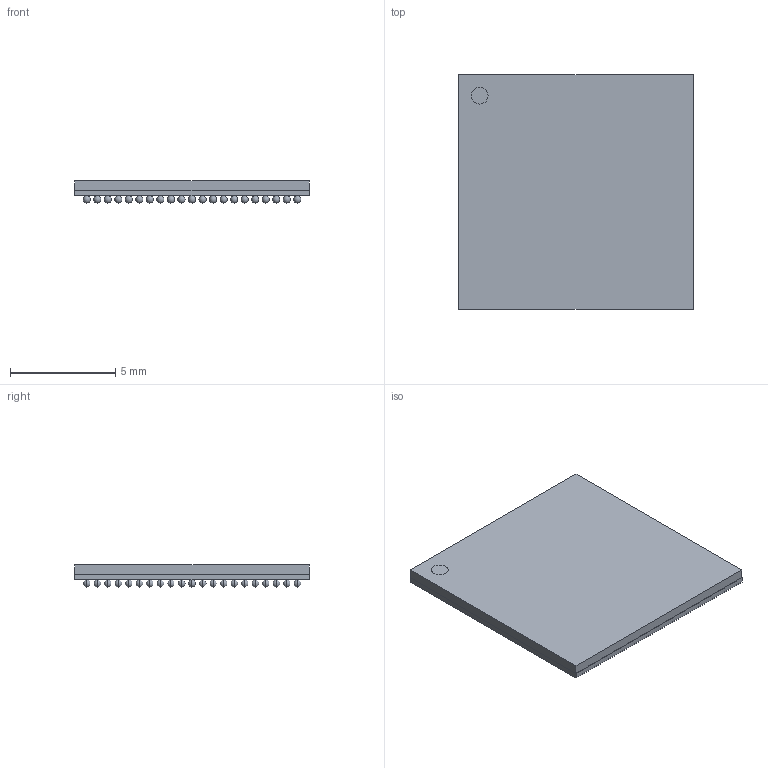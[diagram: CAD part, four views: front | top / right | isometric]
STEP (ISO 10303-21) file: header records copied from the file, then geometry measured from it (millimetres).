
FILE_DESCRIPTION((''),'2;1');
FILE_NAME('BGA288C50P21X21_1100X1100X105.stp','2015-07-08T19:11:08',(''),(''),'Mechanical Desktop 2011','Mechanical Desktop 2011',', , ');
FILE_SCHEMA(('AUTOMOTIVE_DESIGN { 1 2 10303 214 1 1 1 1 }'));
Length unit declared in the file: millimetre
Products named in the file (1): Product
Bounding box: 11.15 x 11.15 x 1.05 mm (x, y, z)
Volume: 94.2 mm3; surface area: 634.8 mm2
Topology: 291 solids, 291 shells, 595 faces, 1764 edges, 600 vertices
Faces by surface type: sphere 576, bspline 12, cylinder 4, plane 3
Entity records: 11767 total; most frequent: DIRECTION 2364, CARTESIAN_POINT 1844, ORIENTED_EDGE 1224, AXIS2_PLACEMENT_3D 1168, EDGE_CURVE 612, VERTEX_POINT 600, EDGE_LOOP 596, FACE_OUTER_BOUND 595
